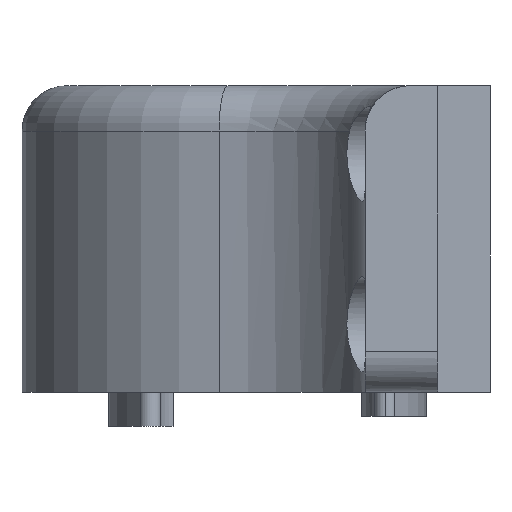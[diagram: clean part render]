
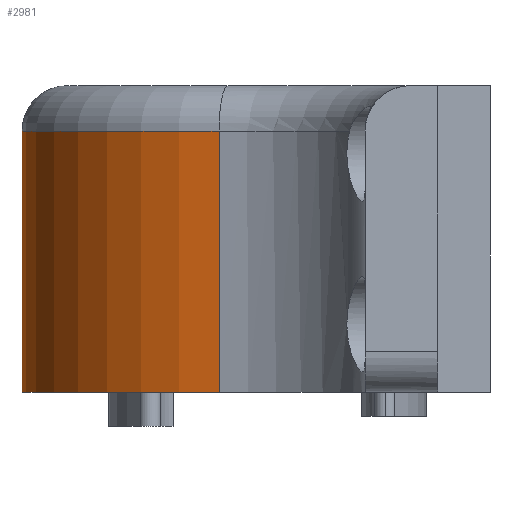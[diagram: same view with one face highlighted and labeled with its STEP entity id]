
A CAD part, left-side view. The second image highlights one B-rep face of the part: STEP entity #2981.
In plain terms, the highlighted cylindrical face has radius 10.8 mm (diameter 21.6 mm), a partial arc.
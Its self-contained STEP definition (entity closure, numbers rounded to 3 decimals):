
#99 = DIRECTION ( 'NONE',  ( 0., 0., 1. ) ) ;
#187 = CYLINDRICAL_SURFACE ( 'NONE', #3254, 10.8 ) ;
#249 = LINE ( 'NONE', #2397, #2155 ) ;
#433 = AXIS2_PLACEMENT_3D ( 'NONE', #1809, #3960, #6106 ) ;
#683 = AXIS2_PLACEMENT_3D ( 'NONE', #2686, #6454, #1630 ) ;
#1630 = DIRECTION ( 'NONE',  ( 1., 0., 0. ) ) ;
#1674 = CARTESIAN_POINT ( 'NONE',  ( -10.589, 2.126, 11.5 ) ) ;
#1809 = CARTESIAN_POINT ( 'NONE',  ( 0., 0., 11.5 ) ) ;
#1900 = VERTEX_POINT ( 'NONE', #1674 ) ;
#2029 = EDGE_CURVE ( 'NONE', #1900, #4992, #6499, .T. ) ;
#2155 = VECTOR ( 'NONE', #4537, 1000. ) ;
#2294 = ORIENTED_EDGE ( 'NONE', *, *, #5169, .T. ) ;
#2337 = CARTESIAN_POINT ( 'NONE',  ( 0., 0., 13.5 ) ) ;
#2397 = CARTESIAN_POINT ( 'NONE',  ( 10.589, 2.126, 13.5 ) ) ;
#2625 = VERTEX_POINT ( 'NONE', #3471 ) ;
#2686 = CARTESIAN_POINT ( 'NONE',  ( 0., 0., 0. ) ) ;
#2776 = LINE ( 'NONE', #4913, #3970 ) ;
#2850 = ORIENTED_EDGE ( 'NONE', *, *, #6641, .T. ) ;
#2981 = ADVANCED_FACE ( 'NONE', ( #5004 ), #187, .T. ) ;
#3254 = AXIS2_PLACEMENT_3D ( 'NONE', #2337, #4475, #6630 ) ;
#3259 = ORIENTED_EDGE ( 'NONE', *, *, #2029, .T. ) ;
#3471 = CARTESIAN_POINT ( 'NONE',  ( 10.589, 2.126, 0. ) ) ;
#3560 = CARTESIAN_POINT ( 'NONE',  ( -10.589, 2.126, 0. ) ) ;
#3712 = CIRCLE ( 'NONE', #683, 10.8 ) ;
#3960 = DIRECTION ( 'NONE',  ( 0., 0., -1. ) ) ;
#3970 = VECTOR ( 'NONE', #99, 1000. ) ;
#4475 = DIRECTION ( 'NONE',  ( 0., 0., -1. ) ) ;
#4537 = DIRECTION ( 'NONE',  ( 0., 0., -1. ) ) ;
#4693 = CARTESIAN_POINT ( 'NONE',  ( 10.589, 2.126, 11.5 ) ) ;
#4913 = CARTESIAN_POINT ( 'NONE',  ( -10.589, 2.126, 13.5 ) ) ;
#4992 = VERTEX_POINT ( 'NONE', #4693 ) ;
#5004 = FACE_OUTER_BOUND ( 'NONE', #5143, .T. ) ;
#5143 = EDGE_LOOP ( 'NONE', ( #2850, #3259, #5927, #2294 ) ) ;
#5169 = EDGE_CURVE ( 'NONE', #2625, #6457, #3712, .T. ) ;
#5681 = EDGE_CURVE ( 'NONE', #4992, #2625, #249, .T. ) ;
#5927 = ORIENTED_EDGE ( 'NONE', *, *, #5681, .T. ) ;
#6106 = DIRECTION ( 'NONE',  ( 1., 0., 0. ) ) ;
#6454 = DIRECTION ( 'NONE',  ( 0., 0., 1. ) ) ;
#6457 = VERTEX_POINT ( 'NONE', #3560 ) ;
#6499 = CIRCLE ( 'NONE', #433, 10.8 ) ;
#6630 = DIRECTION ( 'NONE',  ( -1., 0., 0. ) ) ;
#6641 = EDGE_CURVE ( 'NONE', #6457, #1900, #2776, .T. ) ;
